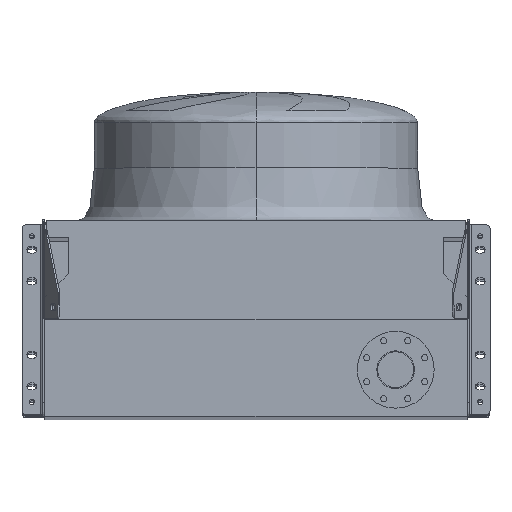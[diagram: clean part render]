
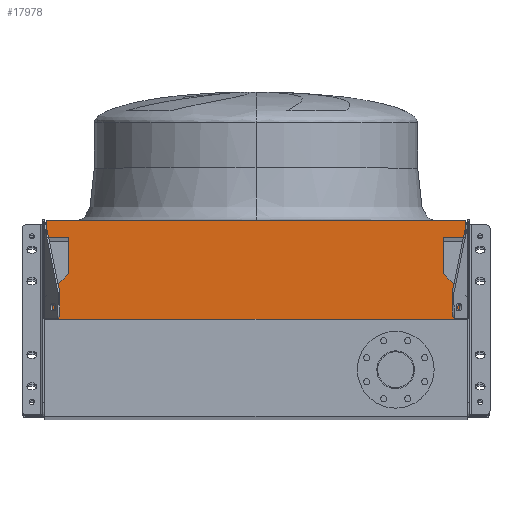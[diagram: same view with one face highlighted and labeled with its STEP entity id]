
A CAD part, top view. The second image highlights one B-rep face of the part: STEP entity #17978.
In plain terms, the highlighted planar face has unit normal (0, 0, 1).
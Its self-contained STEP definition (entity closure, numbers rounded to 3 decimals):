
#113 = VERTEX_POINT ( 'NONE', #16936 ) ;
#166 = VECTOR ( 'NONE', #6483, 1000. ) ;
#380 = DIRECTION ( 'NONE',  ( 1., 0., 0. ) ) ;
#466 = VECTOR ( 'NONE', #20104, 1000. ) ;
#485 = ORIENTED_EDGE ( 'NONE', *, *, #6614, .T. ) ;
#953 = EDGE_CURVE ( 'NONE', #113, #8729, #21079, .T. ) ;
#1289 = ORIENTED_EDGE ( 'NONE', *, *, #4407, .T. ) ;
#1529 = VECTOR ( 'NONE', #2185, 1000. ) ;
#1725 = CARTESIAN_POINT ( 'NONE',  ( -605., 340.855, 0. ) ) ;
#2185 = DIRECTION ( 'NONE',  ( 1., 0., 0. ) ) ;
#2446 = CARTESIAN_POINT ( 'NONE',  ( 601., 511.514, 0. ) ) ;
#2471 = CARTESIAN_POINT ( 'NONE',  ( 605., 340.855, 0. ) ) ;
#3021 = LINE ( 'NONE', #13814, #8411 ) ;
#3349 = EDGE_CURVE ( 'NONE', #9687, #14330, #10742, .T. ) ;
#3371 = CARTESIAN_POINT ( 'NONE',  ( 538., 511.514, 0. ) ) ;
#3770 = DIRECTION ( 'NONE',  ( 1., 0., 0. ) ) ;
#3884 = PLANE ( 'NONE',  #12596 ) ;
#4037 = VECTOR ( 'NONE', #17155, 1000. ) ;
#4075 = VERTEX_POINT ( 'NONE', #8657 ) ;
#4407 = EDGE_CURVE ( 'NONE', #13488, #22964, #4992, .T. ) ;
#4992 = LINE ( 'NONE', #17275, #4037 ) ;
#5029 = ORIENTED_EDGE ( 'NONE', *, *, #11783, .T. ) ;
#5721 = CARTESIAN_POINT ( 'NONE',  ( -605., 0., 0. ) ) ;
#6483 = DIRECTION ( 'NONE',  ( 0., 1., 0. ) ) ;
#6540 = CARTESIAN_POINT ( 'NONE',  ( -601., 562., 0. ) ) ;
#6614 = EDGE_CURVE ( 'NONE', #14330, #21933, #20067, .T. ) ;
#6646 = EDGE_CURVE ( 'NONE', #20848, #9687, #21476, .T. ) ;
#6857 = CARTESIAN_POINT ( 'NONE',  ( 538., 407.855, 0. ) ) ;
#7070 = EDGE_CURVE ( 'NONE', #21184, #19388, #8010, .T. ) ;
#7177 = DIRECTION ( 'NONE',  ( 0., 0., 1. ) ) ;
#7192 = DIRECTION ( 'NONE',  ( -0.707, -0.707, 0. ) ) ;
#7332 = ORIENTED_EDGE ( 'NONE', *, *, #6646, .T. ) ;
#7853 = VECTOR ( 'NONE', #7192, 1000. ) ;
#7921 = EDGE_CURVE ( 'NONE', #4075, #21184, #16480, .T. ) ;
#8010 = LINE ( 'NONE', #16773, #18701 ) ;
#8299 = ORIENTED_EDGE ( 'NONE', *, *, #953, .T. ) ;
#8341 = ORIENTED_EDGE ( 'NONE', *, *, #9472, .T. ) ;
#8411 = VECTOR ( 'NONE', #11713, 1000. ) ;
#8546 = CARTESIAN_POINT ( 'NONE',  ( -538., 407.855, 0. ) ) ;
#8657 = CARTESIAN_POINT ( 'NONE',  ( -605., 0., 0. ) ) ;
#8729 = VERTEX_POINT ( 'NONE', #2446 ) ;
#9172 = FACE_OUTER_BOUND ( 'NONE', #23155, .T. ) ;
#9267 = ORIENTED_EDGE ( 'NONE', *, *, #16514, .T. ) ;
#9472 = EDGE_CURVE ( 'NONE', #22964, #20848, #18449, .T. ) ;
#9529 = CARTESIAN_POINT ( 'NONE',  ( 605., 0., 0. ) ) ;
#9601 = CARTESIAN_POINT ( 'NONE',  ( 605., 340.855, 0. ) ) ;
#9639 = LINE ( 'NONE', #2471, #19275 ) ;
#9687 = VERTEX_POINT ( 'NONE', #13302 ) ;
#10615 = LINE ( 'NONE', #17756, #166 ) ;
#10742 = LINE ( 'NONE', #8546, #12075 ) ;
#11713 = DIRECTION ( 'NONE',  ( 0., -1., 0. ) ) ;
#11783 = EDGE_CURVE ( 'NONE', #8729, #13488, #10615, .T. ) ;
#12075 = VECTOR ( 'NONE', #14154, 1000. ) ;
#12117 = LINE ( 'NONE', #6857, #18380 ) ;
#12596 = AXIS2_PLACEMENT_3D ( 'NONE', #21813, #7177, #3770 ) ;
#13071 = VECTOR ( 'NONE', #380, 1000. ) ;
#13302 = CARTESIAN_POINT ( 'NONE',  ( -538., 511.514, 0. ) ) ;
#13488 = VERTEX_POINT ( 'NONE', #13636 ) ;
#13636 = CARTESIAN_POINT ( 'NONE',  ( 601., 562., 0. ) ) ;
#13814 = CARTESIAN_POINT ( 'NONE',  ( -605., 0., 0. ) ) ;
#14154 = DIRECTION ( 'NONE',  ( 0., -1., 0. ) ) ;
#14330 = VERTEX_POINT ( 'NONE', #20903 ) ;
#15337 = ORIENTED_EDGE ( 'NONE', *, *, #7070, .T. ) ;
#15504 = DIRECTION ( 'NONE',  ( 0., 1., 0. ) ) ;
#15965 = CARTESIAN_POINT ( 'NONE',  ( -538., 511.514, 0. ) ) ;
#16454 = CARTESIAN_POINT ( 'NONE',  ( -601., 511.514, 0. ) ) ;
#16480 = LINE ( 'NONE', #5721, #1529 ) ;
#16514 = EDGE_CURVE ( 'NONE', #18054, #113, #12117, .T. ) ;
#16773 = CARTESIAN_POINT ( 'NONE',  ( 605., 0., 0. ) ) ;
#16775 = DIRECTION ( 'NONE',  ( -0.707, 0.707, 0. ) ) ;
#16936 = CARTESIAN_POINT ( 'NONE',  ( 538., 511.514, 0. ) ) ;
#17155 = DIRECTION ( 'NONE',  ( -1., 0., 0. ) ) ;
#17275 = CARTESIAN_POINT ( 'NONE',  ( -601., 562., 0. ) ) ;
#17756 = CARTESIAN_POINT ( 'NONE',  ( 601., 511.514, 0. ) ) ;
#17770 = DIRECTION ( 'NONE',  ( 1., 0., 0. ) ) ;
#17978 = ADVANCED_FACE ( 'NONE', ( #9172 ), #3884, .T. ) ;
#18054 = VERTEX_POINT ( 'NONE', #19819 ) ;
#18380 = VECTOR ( 'NONE', #15504, 1000. ) ;
#18449 = LINE ( 'NONE', #16454, #466 ) ;
#18701 = VECTOR ( 'NONE', #18762, 1000. ) ;
#18762 = DIRECTION ( 'NONE',  ( 0., 1., 0. ) ) ;
#19275 = VECTOR ( 'NONE', #16775, 1000. ) ;
#19388 = VERTEX_POINT ( 'NONE', #9601 ) ;
#19819 = CARTESIAN_POINT ( 'NONE',  ( 538., 407.855, 0. ) ) ;
#20065 = ORIENTED_EDGE ( 'NONE', *, *, #21134, .T. ) ;
#20067 = LINE ( 'NONE', #21827, #7853 ) ;
#20104 = DIRECTION ( 'NONE',  ( 0., -1., 0. ) ) ;
#20342 = EDGE_CURVE ( 'NONE', #21933, #4075, #3021, .T. ) ;
#20633 = ORIENTED_EDGE ( 'NONE', *, *, #3349, .T. ) ;
#20848 = VERTEX_POINT ( 'NONE', #22551 ) ;
#20903 = CARTESIAN_POINT ( 'NONE',  ( -538., 407.855, 0. ) ) ;
#20978 = VECTOR ( 'NONE', #17770, 1000. ) ;
#21079 = LINE ( 'NONE', #3371, #20978 ) ;
#21134 = EDGE_CURVE ( 'NONE', #19388, #18054, #9639, .T. ) ;
#21184 = VERTEX_POINT ( 'NONE', #9529 ) ;
#21476 = LINE ( 'NONE', #15965, #13071 ) ;
#21813 = CARTESIAN_POINT ( 'NONE',  ( 0., 0., 0. ) ) ;
#21827 = CARTESIAN_POINT ( 'NONE',  ( -605., 340.855, 0. ) ) ;
#21933 = VERTEX_POINT ( 'NONE', #1725 ) ;
#22520 = ORIENTED_EDGE ( 'NONE', *, *, #7921, .T. ) ;
#22551 = CARTESIAN_POINT ( 'NONE',  ( -601., 511.514, 0. ) ) ;
#22742 = ORIENTED_EDGE ( 'NONE', *, *, #20342, .T. ) ;
#22964 = VERTEX_POINT ( 'NONE', #6540 ) ;
#23155 = EDGE_LOOP ( 'NONE', ( #22742, #22520, #15337, #20065, #9267, #8299, #5029, #1289, #8341, #7332, #20633, #485 ) ) ;
